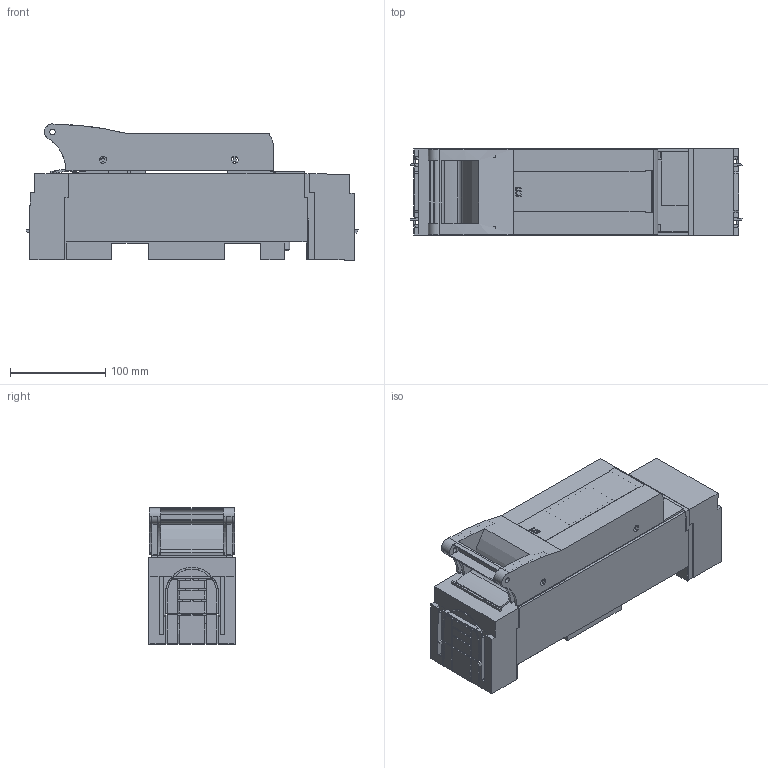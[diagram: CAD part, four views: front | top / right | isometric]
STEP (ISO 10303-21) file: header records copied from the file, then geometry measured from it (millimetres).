
FILE_DESCRIPTION((''),'2;1');
FILE_NAME('001690892_KVL-3_1P_M10-M10_ASM','2021-11-16T',('marketing.praksa'),('Audax d.o.o.'),'CREO PARAMETRIC BY PTC INC, 2017480','CREO PARAMETRIC BY PTC INC, 2017480','');
FILE_SCHEMA(('AUTOMOTIVE_DESIGN { 1 0 10303 214 1 1 1 1 }'));
Length unit declared in the file: millimetre
Products named in the file (15): 34240_L03_KETO-3-1_4__SK_1; 158641_01_L_ANSCHLUSSLASCHE_GR_; 34241_L_KETO-SCHUTZABDECKUNG_OB; 68290_SECHSKANTSCHRAUBE_M12X25_; 66905_SPANNSCHEIBE_DIN_6796_12_; 34242_L_KETO_SCHUTZABDECKUNG_UN; 158684_L_NH-KONTAKT__GR_3___KET; 34243_L_ANSCHLUSSRAUMABDECKUNG_; 158641_08_L_ANSCHLUSSLASCHE_GR_; 34205_L_FRONTPLATTE_GR3_1-POL_2; ETI_LOGO_1_1_1_1_1_1_1_2_3_4__3; ETI_LOGO_2_1_1_1_1_1_1_2_3_4__4; ETI_LOGO_3_1_1_1_1_1_1_2_3_4__4; 34208_L01_SCHEIBE_GR1_1_2_1_1_1; 001690892_KVL-3_1P_M10-M10_ASM
Assembly tree (17 placements, depth 2):
  001690892_KVL-3_1P_M10-M10_ASM
    34240_L03_KETO-3-1_4__SK_1
    158641_01_L_ANSCHLUSSLASCHE_GR_
    34241_L_KETO-SCHUTZABDECKUNG_OB
    68290_SECHSKANTSCHRAUBE_M12X25_  x2
    66905_SPANNSCHEIBE_DIN_6796_12_  x2
    34242_L_KETO_SCHUTZABDECKUNG_UN
    158684_L_NH-KONTAKT__GR_3___KET  x2
    34243_L_ANSCHLUSSRAUMABDECKUNG_
    158641_08_L_ANSCHLUSSLASCHE_GR_
    34205_L_FRONTPLATTE_GR3_1-POL_2
    ETI_LOGO_1_1_1_1_1_1_1_2_3_4__3
    ETI_LOGO_2_1_1_1_1_1_1_2_3_4__4
    ETI_LOGO_3_1_1_1_1_1_1_2_3_4__4
    34208_L01_SCHEIBE_GR1_1_2_1_1_1
Bounding box: 348.07 x 91 x 142.76 mm (x, y, z)
Volume: 1346632.5 mm3; surface area: 519918.2 mm2
Topology: 17 solids, 17 shells, 1350 faces, 4177 edges, 2820 vertices
Faces by surface type: plane 1038, cylinder 268, cone 36, extrusion 4, bspline 4
Entity records: 58521 total; most frequent: CARTESIAN_POINT 8739, ORIENTED_EDGE 7942, DIRECTION 6956, PRESENTATION_STYLE_ASSIGNMENT 4105, STYLED_ITEM 4105, CURVE_STYLE 3971, EDGE_CURVE 3971, VECTOR 3258
